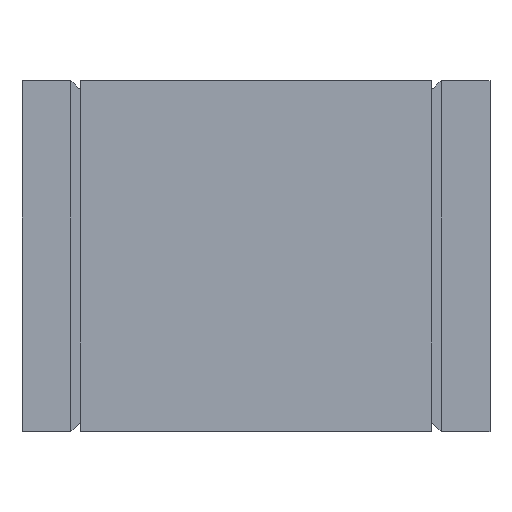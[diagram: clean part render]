
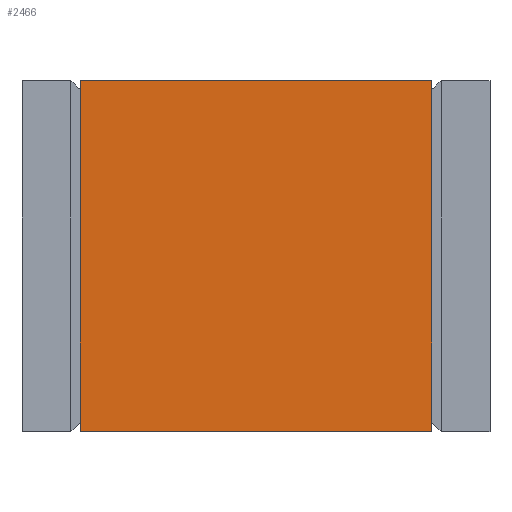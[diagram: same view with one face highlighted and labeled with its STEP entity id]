
A CAD part, top view. The second image highlights one B-rep face of the part: STEP entity #2466.
In plain terms, the highlighted planar face has unit normal (0, 0, 1).
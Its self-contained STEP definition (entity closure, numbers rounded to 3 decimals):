
#2334=CARTESIAN_POINT('',(-1.8,-1.8,2.9));
#2335=VERTEX_POINT('',#2334);
#2342=CARTESIAN_POINT('',(-1.8,1.8,2.9));
#2343=VERTEX_POINT('',#2342);
#2344=CARTESIAN_POINT('',(-1.8,1.8,2.9));
#2345=DIRECTION('',(0.0,-1.0,0.0));
#2346=VECTOR('',#2345,3.6);
#2347=LINE('',#2344,#2346);
#2348=EDGE_CURVE('',#2343,#2335,#2347,.T.);
#2372=CARTESIAN_POINT('',(1.8,-1.8,2.9));
#2373=VERTEX_POINT('',#2372);
#2380=CARTESIAN_POINT('',(-1.8,-1.8,2.9));
#2381=DIRECTION('',(1.0,0.0,0.0));
#2382=VECTOR('',#2381,3.6);
#2383=LINE('',#2380,#2382);
#2384=EDGE_CURVE('',#2335,#2373,#2383,.T.);
#2403=CARTESIAN_POINT('',(1.8,1.8,2.9));
#2404=VERTEX_POINT('',#2403);
#2411=CARTESIAN_POINT('',(1.8,-1.8,2.9));
#2412=DIRECTION('',(0.0,1.0,0.0));
#2413=VECTOR('',#2412,3.6);
#2414=LINE('',#2411,#2413);
#2415=EDGE_CURVE('',#2373,#2404,#2414,.T.);
#2433=CARTESIAN_POINT('',(1.8,1.8,2.9));
#2434=DIRECTION('',(-1.0,0.0,0.0));
#2435=VECTOR('',#2434,3.6);
#2436=LINE('',#2433,#2435);
#2437=EDGE_CURVE('',#2404,#2343,#2436,.T.);
#2455=CARTESIAN_POINT('',(0.,0.,2.9));
#2456=DIRECTION('',(0.0,0.0,1.0));
#2457=DIRECTION('',(1.0,0.0,0.0));
#2458=AXIS2_PLACEMENT_3D('',#2455,#2456,#2457);
#2459=PLANE('',#2458);
#2460=ORIENTED_EDGE('',*,*,#2437,.T.);
#2461=ORIENTED_EDGE('',*,*,#2348,.T.);
#2462=ORIENTED_EDGE('',*,*,#2384,.T.);
#2463=ORIENTED_EDGE('',*,*,#2415,.T.);
#2464=EDGE_LOOP('',(#2460,#2461,#2462,#2463));
#2465=FACE_OUTER_BOUND('',#2464,.T.);
#2466=ADVANCED_FACE('',(#2465),#2459,.T.);
